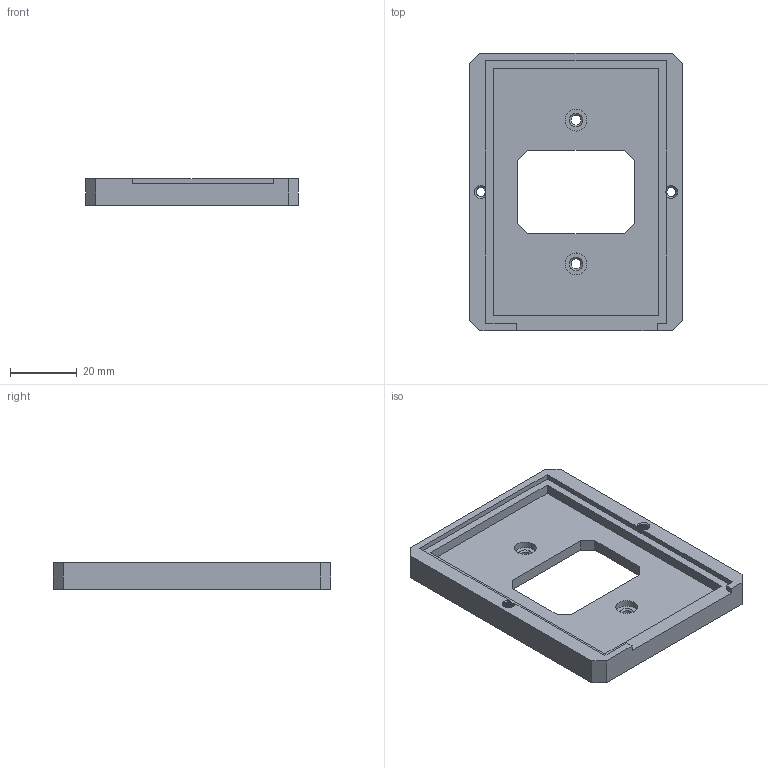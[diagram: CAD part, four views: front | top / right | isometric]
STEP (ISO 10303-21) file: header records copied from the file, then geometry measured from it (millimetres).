
FILE_DESCRIPTION(('STEP AP242'), '1');
FILE_NAME('砑鳧罻_ESP32', '', ('UNSPECIFIED'), ('UNSPECIFIED'), 'C3D Converter', 'C3D Toolkit', '');
FILE_SCHEMA(('AP242_MANAGED_MODEL_BASED_3D_ENGINEERING_MIM_LF { 1 0 10303 442 1 1 4 }'));
Length unit declared in the file: millimetre
Assembly tree (2 placements, depth 2):
  (unnamed)
    (unnamed)  x2
Bounding box: 63.5 x 83 x 8 mm (x, y, z)
Volume: 20915.2 mm3; surface area: 12786 mm2
Topology: 1 solids, 1 shells, 87 faces, 282 edges, 198 vertices
Faces by surface type: cylinder 43, plane 33, bspline 7, cone 4
Full cylindrical faces by diameter (mm): 3 x2, 6.5 x2
Entity records: 36368 total; most frequent: CARTESIAN_POINT 33317, ORIENTED_EDGE 534, DIRECTION 334, EDGE_CURVE 267, VERTEX_POINT 182, LINE 132, VECTOR 132, B_SPLINE_CURVE_WITH_KNOTS 121
